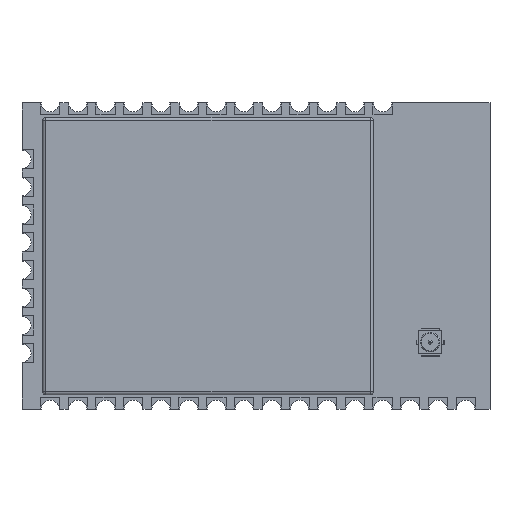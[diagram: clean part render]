
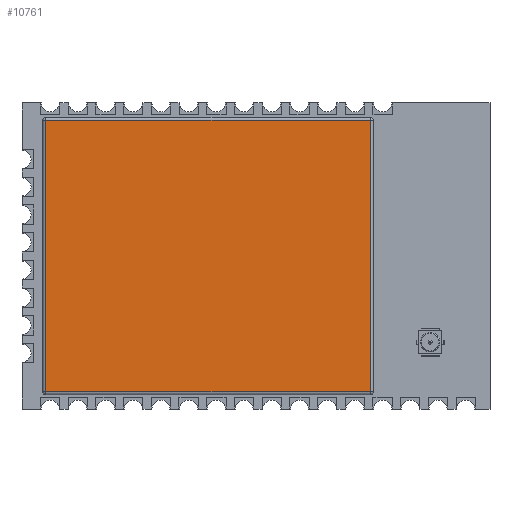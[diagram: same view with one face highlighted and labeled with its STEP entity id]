
A CAD part, top view. The second image highlights one B-rep face of the part: STEP entity #10761.
In plain terms, the highlighted planar face has unit normal (0, 0, 1).
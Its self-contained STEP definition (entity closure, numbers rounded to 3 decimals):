
#707=FACE_OUTER_BOUND('',#1361,.T.);
#1361=EDGE_LOOP('',(#7937,#7938,#7939,#7940));
#2191=LINE('',#16301,#3491);
#2193=LINE('',#16311,#3493);
#2194=LINE('',#16313,#3494);
#2196=LINE('',#16316,#3496);
#3491=VECTOR('',#13205,10.);
#3493=VECTOR('',#13219,10.);
#3494=VECTOR('',#13222,10.);
#3496=VECTOR('',#13226,10.);
#4694=VERTEX_POINT('',#16257);
#4703=VERTEX_POINT('',#16283);
#4706=VERTEX_POINT('',#16292);
#4709=VERTEX_POINT('',#16304);
#5868=EDGE_CURVE('',#4703,#4694,#2191,.T.);
#5873=EDGE_CURVE('',#4694,#4709,#2193,.T.);
#5874=EDGE_CURVE('',#4709,#4706,#2194,.T.);
#5876=EDGE_CURVE('',#4706,#4703,#2196,.T.);
#7937=ORIENTED_EDGE('',*,*,#5868,.F.);
#7938=ORIENTED_EDGE('',*,*,#5876,.F.);
#7939=ORIENTED_EDGE('',*,*,#5874,.F.);
#7940=ORIENTED_EDGE('',*,*,#5873,.F.);
#10179=PLANE('',#11572);
#10761=ADVANCED_FACE('',(#707),#10179,.T.);
#11572=AXIS2_PLACEMENT_3D('',#16319,#13230,#13231);
#13205=DIRECTION('',(0.,-1.,0.));
#13219=DIRECTION('',(-1.,0.,0.));
#13222=DIRECTION('',(0.,1.,0.));
#13226=DIRECTION('',(1.,0.,0.));
#13230=DIRECTION('center_axis',(0.,0.,1.));
#13231=DIRECTION('ref_axis',(1.,0.,0.));
#16257=CARTESIAN_POINT('',(-4.849,-10.864,1.8));
#16283=CARTESIAN_POINT('',(-4.849,8.736,1.8));
#16292=CARTESIAN_POINT('',(-28.3,8.736,1.8));
#16301=CARTESIAN_POINT('',(-4.849,-6.064,1.8));
#16304=CARTESIAN_POINT('',(-28.3,-10.864,1.8));
#16311=CARTESIAN_POINT('',(-22.537,-10.864,1.8));
#16313=CARTESIAN_POINT('',(-28.3,3.936,1.8));
#16316=CARTESIAN_POINT('',(-10.612,8.736,1.8));
#16319=CARTESIAN_POINT('Origin',(-16.574,-1.064,1.8));
